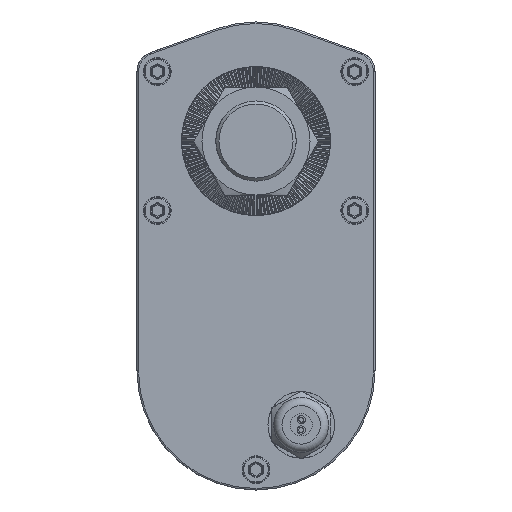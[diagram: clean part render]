
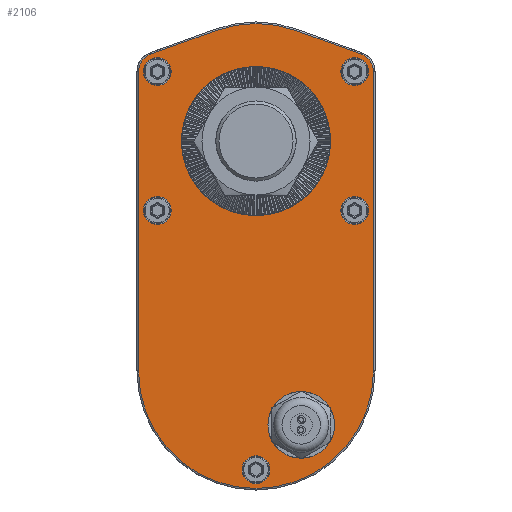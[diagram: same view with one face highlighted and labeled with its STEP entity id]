
A CAD part, front view. The second image highlights one B-rep face of the part: STEP entity #2106.
In plain terms, the highlighted planar face has unit normal (0, -1, 0).
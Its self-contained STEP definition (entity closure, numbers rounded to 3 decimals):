
#2106 = ADVANCED_FACE( '', ( #4594, #4595, #4596, #4597, #4598, #4599, #4600, #4601 ), #4602, .T. );
#4594 = FACE_BOUND( '', #10750, .T. );
#4595 = FACE_BOUND( '', #10751, .T. );
#4596 = FACE_BOUND( '', #10752, .T. );
#4597 = FACE_BOUND( '', #10753, .T. );
#4598 = FACE_BOUND( '', #10754, .T. );
#4599 = FACE_BOUND( '', #10755, .T. );
#4600 = FACE_OUTER_BOUND( '', #10756, .T. );
#4601 = FACE_BOUND( '', #10757, .T. );
#4602 = PLANE( '', #10758 );
#10750 = EDGE_LOOP( '', ( #19085 ) );
#10751 = EDGE_LOOP( '', ( #19086 ) );
#10752 = EDGE_LOOP( '', ( #19087 ) );
#10753 = EDGE_LOOP( '', ( #19088 ) );
#10754 = EDGE_LOOP( '', ( #19089 ) );
#10755 = EDGE_LOOP( '', ( #19090 ) );
#10756 = EDGE_LOOP( '', ( #19091, #19092, #19093, #19094, #19095, #19096, #19097, #19098 ) );
#10757 = EDGE_LOOP( '', ( #19099 ) );
#10758 = AXIS2_PLACEMENT_3D( '', #19100, #19101, #19102 );
#19085 = ORIENTED_EDGE( '', *, *, #23910, .F. );
#19086 = ORIENTED_EDGE( '', *, *, #24277, .T. );
#19087 = ORIENTED_EDGE( '', *, *, #24698, .T. );
#19088 = ORIENTED_EDGE( '', *, *, #23875, .T. );
#19089 = ORIENTED_EDGE( '', *, *, #24699, .T. );
#19090 = ORIENTED_EDGE( '', *, *, #23028, .T. );
#19091 = ORIENTED_EDGE( '', *, *, #24700, .T. );
#19092 = ORIENTED_EDGE( '', *, *, #24701, .T. );
#19093 = ORIENTED_EDGE( '', *, *, #23262, .T. );
#19094 = ORIENTED_EDGE( '', *, *, #23803, .T. );
#19095 = ORIENTED_EDGE( '', *, *, #24119, .T. );
#19096 = ORIENTED_EDGE( '', *, *, #24702, .T. );
#19097 = ORIENTED_EDGE( '', *, *, #22345, .T. );
#19098 = ORIENTED_EDGE( '', *, *, #24703, .T. );
#19099 = ORIENTED_EDGE( '', *, *, #24704, .F. );
#19100 = CARTESIAN_POINT( '', ( 0., 24.5, -74.5 ) );
#19101 = DIRECTION( '', ( 0., -1., 0. ) );
#19102 = DIRECTION( '', ( 0., 0., -1. ) );
#22345 = EDGE_CURVE( '', #25528, #25533, #25535, .T. );
#23028 = EDGE_CURVE( '', #26728, #26728, #26729, .T. );
#23262 = EDGE_CURVE( '', #27108, #27106, #27109, .T. );
#23803 = EDGE_CURVE( '', #27106, #27948, #27950, .T. );
#23875 = EDGE_CURVE( '', #28054, #28054, #28055, .T. );
#23910 = EDGE_CURVE( '', #28104, #28104, #28105, .T. );
#24119 = EDGE_CURVE( '', #27948, #28403, #28405, .T. );
#24277 = EDGE_CURVE( '', #28623, #28623, #28624, .T. );
#24698 = EDGE_CURVE( '', #29171, #29171, #29172, .T. );
#24699 = EDGE_CURVE( '', #29173, #29173, #29174, .T. );
#24700 = EDGE_CURVE( '', #29175, #29176, #29177, .T. );
#24701 = EDGE_CURVE( '', #29176, #27108, #29178, .T. );
#24702 = EDGE_CURVE( '', #28403, #25528, #29179, .T. );
#24703 = EDGE_CURVE( '', #25533, #29175, #29180, .T. );
#24704 = EDGE_CURVE( '', #29181, #29181, #29182, .T. );
#25528 = VERTEX_POINT( '', #30141 );
#25533 = VERTEX_POINT( '', #30146 );
#25535 = CIRCLE( '', #30148, 38.08 );
#26728 = VERTEX_POINT( '', #32733 );
#26729 = CIRCLE( '', #32734, 4.5 );
#27106 = VERTEX_POINT( '', #33685 );
#27108 = VERTEX_POINT( '', #33687 );
#27109 = CIRCLE( '', #33688, 38.08 );
#27948 = VERTEX_POINT( '', #35511 );
#27950 = LINE( '', #35513, #35514 );
#28054 = VERTEX_POINT( '', #35722 );
#28055 = CIRCLE( '', #35723, 4.5 );
#28104 = VERTEX_POINT( '', #35870 );
#28105 = CIRCLE( '', #35871, 7.875 );
#28403 = VERTEX_POINT( '', #36407 );
#28405 = CIRCLE( '', #36409, 6.08 );
#28623 = VERTEX_POINT( '', #36794 );
#28624 = CIRCLE( '', #36795, 4.5 );
#29171 = VERTEX_POINT( '', #38090 );
#29172 = CIRCLE( '', #38091, 4.5 );
#29173 = VERTEX_POINT( '', #38092 );
#29174 = CIRCLE( '', #38093, 4.5 );
#29175 = VERTEX_POINT( '', #38094 );
#29176 = VERTEX_POINT( '', #38095 );
#29177 = CIRCLE( '', #38096, 6.08 );
#29178 = LINE( '', #38097, #38098 );
#29179 = LINE( '', #38099, #38100 );
#29180 = LINE( '', #38101, #38102 );
#29181 = VERTEX_POINT( '', #38103 );
#29182 = CIRCLE( '', #38104, 24.1 );
#30141 = CARTESIAN_POINT( '', ( -38.08, 24.5, -74.5 ) );
#30146 = CARTESIAN_POINT( '', ( 38.08, 24.5, -74.5 ) );
#30148 = AXIS2_PLACEMENT_3D( '', #39700, #39701, #39702 );
#32733 = CARTESIAN_POINT( '', ( -32., 24.5, 18. ) );
#32734 = AXIS2_PLACEMENT_3D( '', #40489, #40490, #40491 );
#33685 = CARTESIAN_POINT( '', ( -12.944, 24.5, 35.813 ) );
#33687 = CARTESIAN_POINT( '', ( 12.944, 24.5, 35.813 ) );
#33688 = AXIS2_PLACEMENT_3D( '', #40751, #40752, #40753 );
#35511 = CARTESIAN_POINT( '', ( -34.067, 24.5, 28.178 ) );
#35513 = CARTESIAN_POINT( '', ( -36.76, 24.5, 27.204 ) );
#35514 = VECTOR( '', #41350, 1000. );
#35722 = CARTESIAN_POINT( '', ( -32., 24.5, -27. ) );
#35723 = AXIS2_PLACEMENT_3D( '', #41429, #41430, #41431 );
#35870 = CARTESIAN_POINT( '', ( 14.66, 24.5, -99.845 ) );
#35871 = AXIS2_PLACEMENT_3D( '', #41464, #41465, #41466 );
#36407 = CARTESIAN_POINT( '', ( -38.08, 24.5, 22.46 ) );
#36409 = AXIS2_PLACEMENT_3D( '', #41710, #41711, #41712 );
#36794 = CARTESIAN_POINT( '', ( 32., 24.5, 18. ) );
#36795 = AXIS2_PLACEMENT_3D( '', #41890, #41891, #41892 );
#38090 = CARTESIAN_POINT( '', ( 32., 24.5, -27. ) );
#38091 = AXIS2_PLACEMENT_3D( '', #42334, #42335, #42336 );
#38092 = CARTESIAN_POINT( '', ( 0., 24.5, -111. ) );
#38093 = AXIS2_PLACEMENT_3D( '', #42337, #42338, #42339 );
#38094 = CARTESIAN_POINT( '', ( 38.08, 24.5, 22.46 ) );
#38095 = CARTESIAN_POINT( '', ( 34.067, 24.5, 28.178 ) );
#38096 = AXIS2_PLACEMENT_3D( '', #42340, #42341, #42342 );
#38097 = CARTESIAN_POINT( '', ( 36.76, 24.5, 27.204 ) );
#38098 = VECTOR( '', #42343, 1000. );
#38099 = CARTESIAN_POINT( '', ( -38.08, 24.5, -74.5 ) );
#38100 = VECTOR( '', #42344, 1000. );
#38101 = CARTESIAN_POINT( '', ( 38.08, 24.5, -74.5 ) );
#38102 = VECTOR( '', #42345, 1000. );
#38103 = CARTESIAN_POINT( '', ( 0., 24.5, -24.1 ) );
#38104 = AXIS2_PLACEMENT_3D( '', #42346, #42347, #42348 );
#39700 = CARTESIAN_POINT( '', ( 0., 24.5, -74.5 ) );
#39701 = DIRECTION( '', ( 0., -1., 0. ) );
#39702 = DIRECTION( '', ( 0., 0., -1. ) );
#40489 = CARTESIAN_POINT( '', ( -32., 24.5, 22.5 ) );
#40490 = DIRECTION( '', ( 0., 1., 0. ) );
#40491 = DIRECTION( '', ( 0., 0., -1. ) );
#40751 = CARTESIAN_POINT( '', ( 0., 24.5, 0. ) );
#40752 = DIRECTION( '', ( 0., -1., 0. ) );
#40753 = DIRECTION( '', ( 0., 0., -1. ) );
#41350 = DIRECTION( '', ( -0.94, 0., -0.34 ) );
#41429 = CARTESIAN_POINT( '', ( -32., 24.5, -22.5 ) );
#41430 = DIRECTION( '', ( 0., 1., 0. ) );
#41431 = DIRECTION( '', ( 0., 0., -1. ) );
#41464 = CARTESIAN_POINT( '', ( 14.66, 24.5, -91.97 ) );
#41465 = DIRECTION( '', ( 0., -1., 0. ) );
#41466 = DIRECTION( '', ( 0., 0., -1. ) );
#41710 = CARTESIAN_POINT( '', ( -32., 24.5, 22.46 ) );
#41711 = DIRECTION( '', ( 0., -1., 0. ) );
#41712 = DIRECTION( '', ( 0., 0., -1. ) );
#41890 = CARTESIAN_POINT( '', ( 32., 24.5, 22.5 ) );
#41891 = DIRECTION( '', ( 0., 1., 0. ) );
#41892 = DIRECTION( '', ( 0., 0., -1. ) );
#42334 = CARTESIAN_POINT( '', ( 32., 24.5, -22.5 ) );
#42335 = DIRECTION( '', ( 0., 1., 0. ) );
#42336 = DIRECTION( '', ( 0., 0., -1. ) );
#42337 = CARTESIAN_POINT( '', ( 0., 24.5, -106.5 ) );
#42338 = DIRECTION( '', ( 0., 1., 0. ) );
#42339 = DIRECTION( '', ( 0., 0., -1. ) );
#42340 = CARTESIAN_POINT( '', ( 32., 24.5, 22.46 ) );
#42341 = DIRECTION( '', ( 0., -1., 0. ) );
#42342 = DIRECTION( '', ( 0., 0., -1. ) );
#42343 = DIRECTION( '', ( -0.94, 0., 0.34 ) );
#42344 = DIRECTION( '', ( 0., 0., -1. ) );
#42345 = DIRECTION( '', ( 0., 0., 1. ) );
#42346 = CARTESIAN_POINT( '', ( 0., 24.5, 0. ) );
#42347 = DIRECTION( '', ( 0., -1., 0. ) );
#42348 = DIRECTION( '', ( 0., 0., -1. ) );
